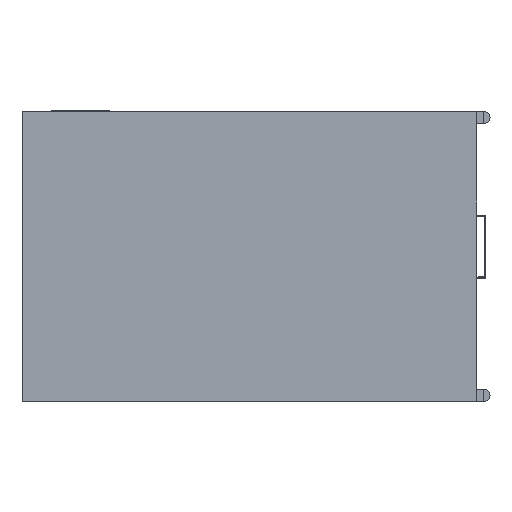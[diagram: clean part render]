
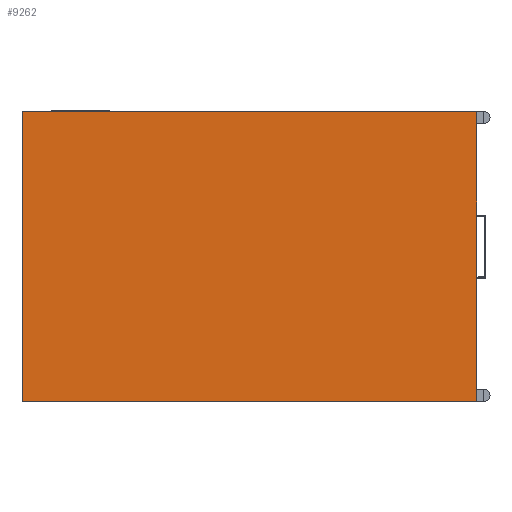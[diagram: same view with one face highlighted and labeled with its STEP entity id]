
A CAD part, left-side view. The second image highlights one B-rep face of the part: STEP entity #9262.
In plain terms, the highlighted planar face has unit normal (-1, 0, 0).
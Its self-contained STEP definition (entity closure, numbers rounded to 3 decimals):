
#739 = CARTESIAN_POINT ( 'NONE',  ( -150., -626.185, 342.798 ) ) ;
#1148 = DIRECTION ( 'NONE',  ( 1., 0., 0. ) ) ;
#6761 = EDGE_CURVE ( 'NONE', #61788, #82654, #36491, .T. ) ;
#7809 = VECTOR ( 'NONE', #89857, 1000. ) ;
#8594 = FACE_BOUND ( 'NONE', #21937, .T. ) ;
#9262 = ADVANCED_FACE ( 'NONE', ( #8594, #96777 ), #44107, .F. ) ;
#10929 = CARTESIAN_POINT ( 'NONE',  ( -150., -626.185, 509.9 ) ) ;
#11690 = VECTOR ( 'NONE', #17688, 1000. ) ;
#11841 = ORIENTED_EDGE ( 'NONE', *, *, #6761, .F. ) ;
#12269 = LINE ( 'NONE', #47198, #111198 ) ;
#13791 = VERTEX_POINT ( 'NONE', #60485 ) ;
#13934 = CARTESIAN_POINT ( 'NONE',  ( -150., -625., 0. ) ) ;
#15431 = CARTESIAN_POINT ( 'NONE',  ( -150., 625., 0. ) ) ;
#15817 = LINE ( 'NONE', #110296, #111935 ) ;
#16719 = EDGE_CURVE ( 'NONE', #69273, #79152, #56544, .T. ) ;
#17688 = DIRECTION ( 'NONE',  ( 0., 1., 0. ) ) ;
#18085 = DIRECTION ( 'NONE',  ( 0., -1., 0. ) ) ;
#18477 = ORIENTED_EDGE ( 'NONE', *, *, #22039, .F. ) ;
#18735 = CARTESIAN_POINT ( 'NONE',  ( -150., -625., 798. ) ) ;
#20700 = EDGE_LOOP ( 'NONE', ( #92689, #73130, #83586, #91250, #73572, #60365, #11841, #31343 ) ) ;
#20775 = VECTOR ( 'NONE', #18085, 1000. ) ;
#21212 = DIRECTION ( 'NONE',  ( 0., 1., 0. ) ) ;
#21692 = EDGE_CURVE ( 'NONE', #82654, #79152, #37094, .T. ) ;
#21937 = EDGE_LOOP ( 'NONE', ( #84190, #18477, #52818, #98577 ) ) ;
#22039 = EDGE_CURVE ( 'NONE', #46676, #33070, #105115, .T. ) ;
#23736 = VECTOR ( 'NONE', #21212, 1000. ) ;
#24078 = VERTEX_POINT ( 'NONE', #15431 ) ;
#24998 = VECTOR ( 'NONE', #54001, 1000. ) ;
#26234 = VERTEX_POINT ( 'NONE', #67043 ) ;
#26596 = VERTEX_POINT ( 'NONE', #73805 ) ;
#26814 = CARTESIAN_POINT ( 'NONE',  ( -150., -625., 798. ) ) ;
#29549 = CARTESIAN_POINT ( 'NONE',  ( -150., -625., 512.458 ) ) ;
#31343 = ORIENTED_EDGE ( 'NONE', *, *, #49099, .T. ) ;
#32921 = CARTESIAN_POINT ( 'NONE',  ( -150., -647.738, 509.9 ) ) ;
#33070 = VERTEX_POINT ( 'NONE', #79987 ) ;
#34851 = LINE ( 'NONE', #69776, #11690 ) ;
#36491 = LINE ( 'NONE', #18735, #89370 ) ;
#36936 = CARTESIAN_POINT ( 'NONE',  ( -150., 625., 798. ) ) ;
#37094 = LINE ( 'NONE', #26814, #104796 ) ;
#41756 = EDGE_CURVE ( 'NONE', #33070, #109034, #108342, .T. ) ;
#42148 = DIRECTION ( 'NONE',  ( 0., 0., -1. ) ) ;
#44107 = PLANE ( 'NONE',  #72789 ) ;
#46676 = VERTEX_POINT ( 'NONE', #739 ) ;
#47198 = CARTESIAN_POINT ( 'NONE',  ( -150., -626.185, 342.798 ) ) ;
#47389 = DIRECTION ( 'NONE',  ( 0., 1., 0. ) ) ;
#47549 = LINE ( 'NONE', #10929, #23736 ) ;
#48016 = LINE ( 'NONE', #99563, #7809 ) ;
#49099 = EDGE_CURVE ( 'NONE', #61788, #24078, #81592, .T. ) ;
#50106 = EDGE_CURVE ( 'NONE', #69273, #26596, #15817, .T. ) ;
#52818 = ORIENTED_EDGE ( 'NONE', *, *, #66942, .F. ) ;
#53427 = CARTESIAN_POINT ( 'NONE',  ( -150., -647.738, 342.798 ) ) ;
#54001 = DIRECTION ( 'NONE',  ( 0., 0., 1. ) ) ;
#54815 = CARTESIAN_POINT ( 'NONE',  ( -150., -625., 798. ) ) ;
#55816 = DIRECTION ( 'NONE',  ( 0., 0., -1. ) ) ;
#56544 = LINE ( 'NONE', #110308, #72063 ) ;
#60365 = ORIENTED_EDGE ( 'NONE', *, *, #21692, .F. ) ;
#60485 = CARTESIAN_POINT ( 'NONE',  ( -150., -626.185, 509.9 ) ) ;
#61788 = VERTEX_POINT ( 'NONE', #81211 ) ;
#64521 = DIRECTION ( 'NONE',  ( 0., 0., -1. ) ) ;
#65016 = CARTESIAN_POINT ( 'NONE',  ( -150., -650., 512.458 ) ) ;
#66942 = EDGE_CURVE ( 'NONE', #13791, #46676, #12269, .T. ) ;
#67043 = CARTESIAN_POINT ( 'NONE',  ( -150., -625., 341.742 ) ) ;
#67888 = VECTOR ( 'NONE', #55816, 1000. ) ;
#68733 = CARTESIAN_POINT ( 'NONE',  ( -150., -625., 798. ) ) ;
#68831 = EDGE_CURVE ( 'NONE', #109034, #13791, #47549, .T. ) ;
#69273 = VERTEX_POINT ( 'NONE', #65016 ) ;
#69776 = CARTESIAN_POINT ( 'NONE',  ( -150., -650., 341.742 ) ) ;
#72063 = VECTOR ( 'NONE', #47389, 1000. ) ;
#72789 = AXIS2_PLACEMENT_3D ( 'NONE', #68733, #1148, #88191 ) ;
#72830 = VERTEX_POINT ( 'NONE', #13934 ) ;
#73130 = ORIENTED_EDGE ( 'NONE', *, *, #107149, .F. ) ;
#73525 = DIRECTION ( 'NONE',  ( 0., 0., -1. ) ) ;
#73572 = ORIENTED_EDGE ( 'NONE', *, *, #16719, .T. ) ;
#73718 = CARTESIAN_POINT ( 'NONE',  ( -150., -625., 798. ) ) ;
#73805 = CARTESIAN_POINT ( 'NONE',  ( -150., -650., 341.742 ) ) ;
#78742 = VECTOR ( 'NONE', #64521, 1000. ) ;
#78918 = DIRECTION ( 'NONE',  ( 0., 0., -1. ) ) ;
#79152 = VERTEX_POINT ( 'NONE', #29549 ) ;
#79987 = CARTESIAN_POINT ( 'NONE',  ( -150., -647.738, 342.798 ) ) ;
#81211 = CARTESIAN_POINT ( 'NONE',  ( -150., 625., 798. ) ) ;
#81592 = LINE ( 'NONE', #36936, #67888 ) ;
#82654 = VERTEX_POINT ( 'NONE', #73718 ) ;
#83586 = ORIENTED_EDGE ( 'NONE', *, *, #91339, .F. ) ;
#84190 = ORIENTED_EDGE ( 'NONE', *, *, #41756, .F. ) ;
#88191 = DIRECTION ( 'NONE',  ( 0., 0., -1. ) ) ;
#89370 = VECTOR ( 'NONE', #104064, 1000. ) ;
#89857 = DIRECTION ( 'NONE',  ( 0., -1., 0. ) ) ;
#90289 = LINE ( 'NONE', #54815, #78742 ) ;
#91250 = ORIENTED_EDGE ( 'NONE', *, *, #50106, .F. ) ;
#91339 = EDGE_CURVE ( 'NONE', #26596, #26234, #34851, .T. ) ;
#92689 = ORIENTED_EDGE ( 'NONE', *, *, #110009, .T. ) ;
#95949 = CARTESIAN_POINT ( 'NONE',  ( -150., -626.185, 342.798 ) ) ;
#96777 = FACE_OUTER_BOUND ( 'NONE', #20700, .T. ) ;
#98577 = ORIENTED_EDGE ( 'NONE', *, *, #68831, .F. ) ;
#99563 = CARTESIAN_POINT ( 'NONE',  ( -150., -625., 0. ) ) ;
#104064 = DIRECTION ( 'NONE',  ( 0., -1., 0. ) ) ;
#104796 = VECTOR ( 'NONE', #78918, 1000. ) ;
#105115 = LINE ( 'NONE', #95949, #20775 ) ;
#107149 = EDGE_CURVE ( 'NONE', #26234, #72830, #90289, .T. ) ;
#108342 = LINE ( 'NONE', #53427, #24998 ) ;
#109034 = VERTEX_POINT ( 'NONE', #32921 ) ;
#110009 = EDGE_CURVE ( 'NONE', #24078, #72830, #48016, .T. ) ;
#110296 = CARTESIAN_POINT ( 'NONE',  ( -150., -650., 512.458 ) ) ;
#110308 = CARTESIAN_POINT ( 'NONE',  ( -150., -650., 512.458 ) ) ;
#111198 = VECTOR ( 'NONE', #73525, 1000. ) ;
#111935 = VECTOR ( 'NONE', #42148, 1000. ) ;
